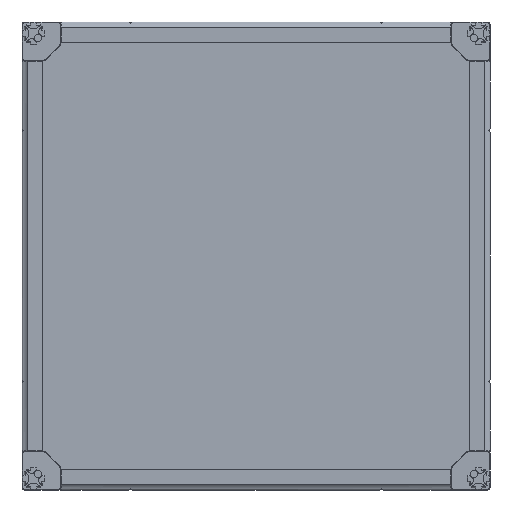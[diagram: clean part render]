
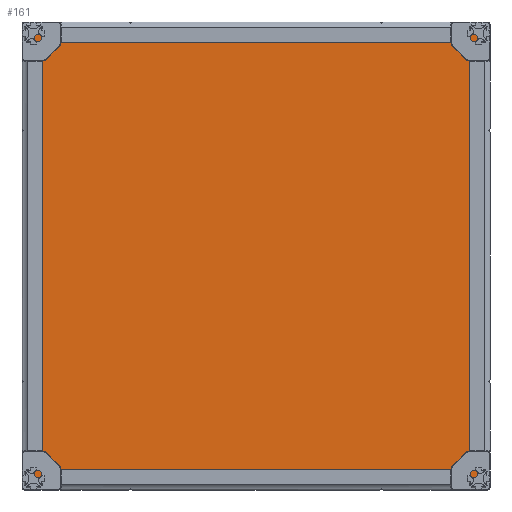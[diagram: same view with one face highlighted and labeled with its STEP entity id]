
A CAD part, front view. The second image highlights one B-rep face of the part: STEP entity #161.
In plain terms, the highlighted planar face has unit normal (0, -1, 0).
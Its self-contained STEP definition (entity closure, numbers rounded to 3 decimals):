
#2=CARTESIAN_POINT('',(-195.,0.,-195.));
#3=DIRECTION('',(0.,-1.,0.));
#4=DIRECTION('',(-1.,0.,0.));
#5=AXIS2_PLACEMENT_3D('',#2,#3,#4);
#7=DIRECTION('',(0.,0.,1.));
#8=VECTOR('',#7,390.);
#9=CARTESIAN_POINT('',(-200.,0.,-195.));
#10=LINE('',#9,#8);
#11=CARTESIAN_POINT('',(-195.,0.,195.));
#12=DIRECTION('',(0.,-1.,0.));
#13=DIRECTION('',(0.,0.,1.));
#14=AXIS2_PLACEMENT_3D('',#11,#12,#13);
#16=DIRECTION('',(1.,0.,0.));
#17=VECTOR('',#16,390.);
#18=CARTESIAN_POINT('',(-195.,0.,200.));
#19=LINE('',#18,#17);
#20=CARTESIAN_POINT('',(195.,0.,195.));
#21=DIRECTION('',(0.,-1.,0.));
#22=DIRECTION('',(1.,0.,0.));
#23=AXIS2_PLACEMENT_3D('',#20,#21,#22);
#25=DIRECTION('',(0.,0.,-1.));
#26=VECTOR('',#25,390.);
#27=CARTESIAN_POINT('',(200.,0.,195.));
#28=LINE('',#27,#26);
#29=CARTESIAN_POINT('',(195.,0.,-195.));
#30=DIRECTION('',(0.,-1.,0.));
#31=DIRECTION('',(0.,0.,-1.));
#32=AXIS2_PLACEMENT_3D('',#29,#30,#31);
#34=DIRECTION('',(-1.,0.,0.));
#35=VECTOR('',#34,390.);
#36=CARTESIAN_POINT('',(195.,0.,-200.));
#37=LINE('',#36,#35);
#106=CARTESIAN_POINT('',(-200.,0.,-195.));
#107=CARTESIAN_POINT('',(-195.,0.,-200.));
#108=VERTEX_POINT('',#106);
#109=VERTEX_POINT('',#107);
#114=CARTESIAN_POINT('',(-195.,0.,200.));
#115=CARTESIAN_POINT('',(-200.,0.,195.));
#116=VERTEX_POINT('',#114);
#117=VERTEX_POINT('',#115);
#122=CARTESIAN_POINT('',(200.,0.,195.));
#123=CARTESIAN_POINT('',(195.,0.,200.));
#124=VERTEX_POINT('',#122);
#125=VERTEX_POINT('',#123);
#130=CARTESIAN_POINT('',(195.,0.,-200.));
#131=CARTESIAN_POINT('',(200.,0.,-195.));
#132=VERTEX_POINT('',#130);
#133=VERTEX_POINT('',#131);
#138=CARTESIAN_POINT('',(0.,0.,0.));
#139=DIRECTION('',(0.,1.,0.));
#140=DIRECTION('',(1.,0.,0.));
#141=AXIS2_PLACEMENT_3D('',#138,#139,#140);
#142=PLANE('',#141);
#144=ORIENTED_EDGE('',*,*,#143,.F.);
#146=ORIENTED_EDGE('',*,*,#145,.T.);
#148=ORIENTED_EDGE('',*,*,#147,.F.);
#150=ORIENTED_EDGE('',*,*,#149,.T.);
#152=ORIENTED_EDGE('',*,*,#151,.F.);
#154=ORIENTED_EDGE('',*,*,#153,.T.);
#156=ORIENTED_EDGE('',*,*,#155,.F.);
#158=ORIENTED_EDGE('',*,*,#157,.T.);
#159=EDGE_LOOP('',(#144,#146,#148,#150,#152,#154,#156,#158));
#160=FACE_OUTER_BOUND('',#159,.F.);
#161=ADVANCED_FACE('',(#160),#142,.F.);
#6=CIRCLE('',#5,5.);
#15=CIRCLE('',#14,5.);
#24=CIRCLE('',#23,5.);
#33=CIRCLE('',#32,5.);
#143=EDGE_CURVE('',#108,#109,#6,.T.);
#145=EDGE_CURVE('',#108,#117,#10,.T.);
#147=EDGE_CURVE('',#116,#117,#15,.T.);
#149=EDGE_CURVE('',#116,#125,#19,.T.);
#151=EDGE_CURVE('',#124,#125,#24,.T.);
#153=EDGE_CURVE('',#124,#133,#28,.T.);
#155=EDGE_CURVE('',#132,#133,#33,.T.);
#157=EDGE_CURVE('',#132,#109,#37,.T.);
